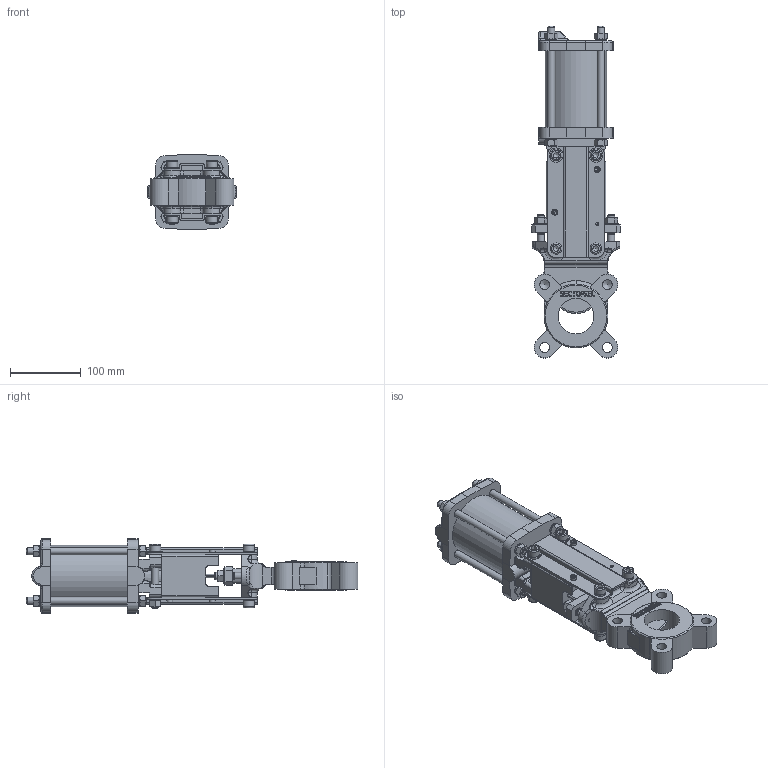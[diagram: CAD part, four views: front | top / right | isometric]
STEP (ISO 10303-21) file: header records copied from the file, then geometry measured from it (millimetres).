
FILE_DESCRIPTION(/* description */ (''),/* implementation_level */ '2;1');
FILE_NAME(/* name */ 'S170-172-176-178-VG-PN-DN50.stp',/* time_stamp */ '2015-01-06T14:22:45+01:00',/* author */ ('fballet'),/* organization */ (''),/* preprocessor_version */ 'ST-DEVELOPER v15.2',/* originating_system */ 'Autodesk Inventor 2014',/* authorisation */ '');
FILE_SCHEMA (('AUTOMOTIVE_DESIGN { 1 0 10303 214 3 1 1 }'));
Length unit declared in the file: millimetre
Products named in the file (1): DN50气动闸阀装配体1
Bounding box: 125 x 468.14 x 105 mm (x, y, z)
Volume: 2140863.8 mm3; surface area: 281873.3 mm2
Topology: 11 solids, 11 shells, 1258 faces, 3159 edges, 1991 vertices
Faces by surface type: plane 557, cylinder 308, cone 216, bspline 110, torus 57, sphere 10
Full cylindrical faces by diameter (mm): 4.2 x2, 5 x6, 6 x3, 8.5 x14, 10 x23, 10.2 x14, 10.5 x18, 11 x4, 12 x2, 14 x6, 15.4 x14, 16 x6, 20 x5, 50 x1, 87 x1
Entity records: 40773 total; most frequent: CARTESIAN_POINT 12290, ORIENTED_EDGE 5888, DIRECTION 5709, EDGE_CURVE 2944, AXIS2_PLACEMENT_3D 2218, VERTEX_POINT 1921, EDGE_LOOP 1547, LINE 1273
